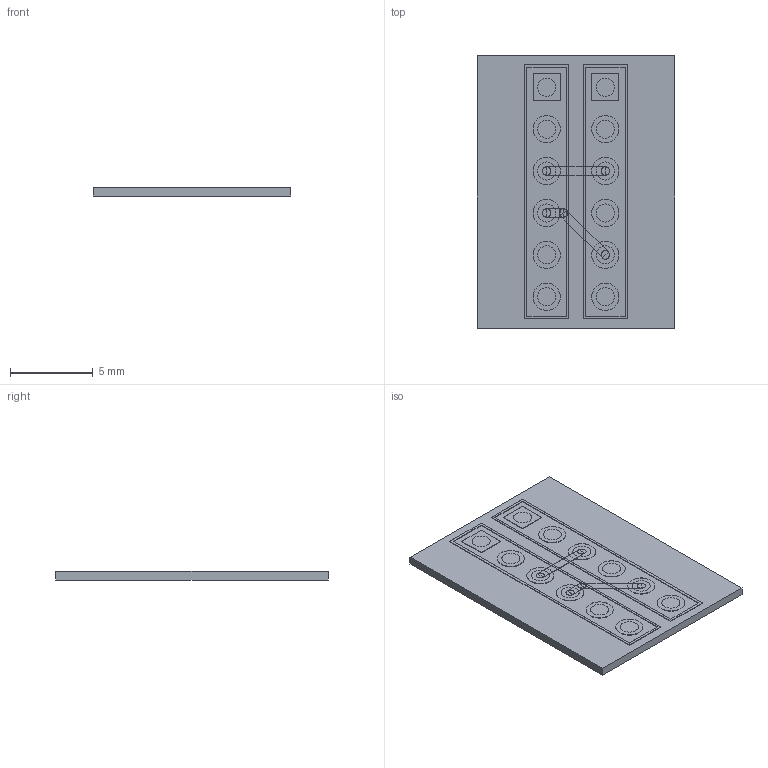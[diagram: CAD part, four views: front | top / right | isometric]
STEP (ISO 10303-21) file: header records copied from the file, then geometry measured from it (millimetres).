
FILE_DESCRIPTION( ( '' ), ' ' );
FILE_NAME( '5a2ea1545d8a1a0f72ae79d7.step', '2017-12-11T15:16:36', ( '' ), ( '' ), ' ', ' ', ' ' );
FILE_SCHEMA( ( 'AUTOMOTIVE_DESIGN { 1 0 10303 214 1 1 1 1 }' ) );
Length unit declared in the file: metre
Products named in the file (55): Assem1; Open CASCADE STEP translator 6.8 1; Open CASCADE STEP translator 6.8 2; Open CASCADE STEP translator 6.8 3; Open CASCADE STEP translator 6.8 4; Open CASCADE STEP translator 6.8 5; Open CASCADE STEP translator 6.8 6; Open CASCADE STEP translator 6.8 7; Open CASCADE STEP translator 6.8 8; Open CASCADE STEP translator 6.8 9; Open CASCADE STEP translator 6.8 10; Open CASCADE STEP translator 6.8 11; Open CASCADE STEP translator 6.8 12; Open CASCADE STEP translator 6.8 13; Open CASCADE STEP translator 6.8 14; Open CASCADE STEP translator 6.8 15; Open CASCADE STEP translator 6.8 16; Open CASCADE STEP translator 6.8 17; Open CASCADE STEP translator 6.8 18; Open CASCADE STEP translator 6.8 19; Open CASCADE STEP translator 6.8 20; Open CASCADE STEP translator 6.8 21; Open CASCADE STEP translator 6.8 22; Open CASCADE STEP translator 6.8 23; Open CASCADE STEP translator 6.8 24; Open CASCADE STEP translator 6.8 25; Open CASCADE STEP translator 6.8 26; Open CASCADE STEP translator 6.8 27; Open CASCADE STEP translator 6.8 28; Open CASCADE STEP translator 6.8 29; Open CASCADE STEP translator 6.8 30; Open CASCADE STEP translator 6.8 31; Open CASCADE STEP translator 6.8 32; Open CASCADE STEP translator 6.8 33; Open CASCADE STEP translator 6.8 34; Open CASCADE STEP translator 6.8 35; Open CASCADE STEP translator 6.8 36; Open CASCADE STEP translator 6.8 37; Open CASCADE STEP translator 6.8 38; Open CASCADE STEP translator 6.8 39 ...
Assembly tree (54 placements, depth 2):
  Assem1
    Open CASCADE STEP translator 6.8 1
    Open CASCADE STEP translator 6.8 2
    Open CASCADE STEP translator 6.8 3
    Open CASCADE STEP translator 6.8 4
    Open CASCADE STEP translator 6.8 5
    Open CASCADE STEP translator 6.8 6
    Open CASCADE STEP translator 6.8 7
    Open CASCADE STEP translator 6.8 8
    Open CASCADE STEP translator 6.8 9
    Open CASCADE STEP translator 6.8 10
    Open CASCADE STEP translator 6.8 11
    Open CASCADE STEP translator 6.8 12
    Open CASCADE STEP translator 6.8 13
    Open CASCADE STEP translator 6.8 14
    Open CASCADE STEP translator 6.8 15
    Open CASCADE STEP translator 6.8 16
    Open CASCADE STEP translator 6.8 17
    Open CASCADE STEP translator 6.8 18
    Open CASCADE STEP translator 6.8 19
    Open CASCADE STEP translator 6.8 20
    Open CASCADE STEP translator 6.8 21
    Open CASCADE STEP translator 6.8 22
    Open CASCADE STEP translator 6.8 23
    Open CASCADE STEP translator 6.8 24
    Open CASCADE STEP translator 6.8 25
    Open CASCADE STEP translator 6.8 26
    Open CASCADE STEP translator 6.8 27
    Open CASCADE STEP translator 6.8 28
    Open CASCADE STEP translator 6.8 29
    Open CASCADE STEP translator 6.8 30
    Open CASCADE STEP translator 6.8 31
    Open CASCADE STEP translator 6.8 32
    Open CASCADE STEP translator 6.8 33
    Open CASCADE STEP translator 6.8 34
    Open CASCADE STEP translator 6.8 35
    Open CASCADE STEP translator 6.8 36
    Open CASCADE STEP translator 6.8 37
    Open CASCADE STEP translator 6.8 38
    Open CASCADE STEP translator 6.8 39
    Open CASCADE STEP translator 6.8 40
    Open CASCADE STEP translator 6.8 41
    Open CASCADE STEP translator 6.8 42
    Open CASCADE STEP translator 6.8 43
    Open CASCADE STEP translator 6.8 44
    Open CASCADE STEP translator 6.8 45
    Open CASCADE STEP translator 6.8 46
    Open CASCADE STEP translator 6.8 47
    Open CASCADE STEP translator 6.8 48
    Open CASCADE STEP translator 6.8 49
    Open CASCADE STEP translator 6.8 50
    Open CASCADE STEP translator 6.8 51
    Open CASCADE STEP translator 6.8 52
    Open CASCADE STEP translator 6.8 53
    Open CASCADE STEP translator 6.8 54
Bounding box: 11.94 x 16.51 x 0.6 mm (x, y, z)
Volume: 109.5 mm3; surface area: 627.5 mm2
Topology: 54 solids, 54 shells, 206 faces, 294 edges, 196 vertices
Faces by surface type: plane 164, cylinder 42
Full cylindrical faces by diameter (mm): 0.508 x10, 1.1 x12, 1.65 x20
Entity records: 7994 total; most frequent: DIRECTION 858, CARTESIAN_POINT 709, ORIENTED_EDGE 504, STYLED_ITEM 458, PRESENTATION_STYLE_ASSIGNMENT 458, COLOUR_RGB 458, AXIS2_PLACEMENT_3D 345, EDGE_CURVE 252
